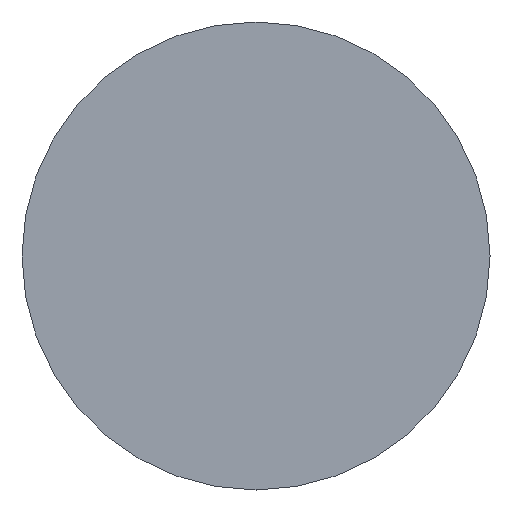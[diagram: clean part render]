
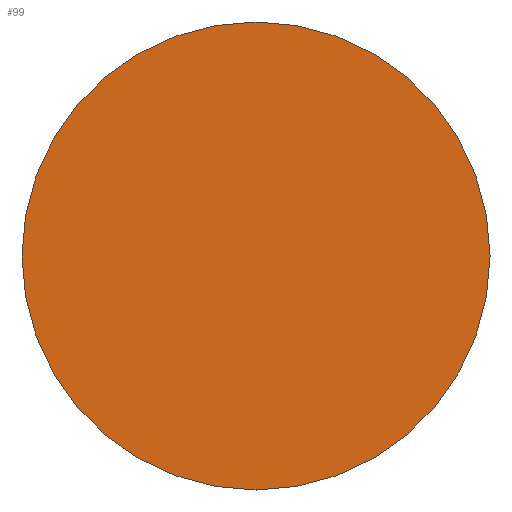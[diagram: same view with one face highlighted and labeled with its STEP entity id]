
A CAD part, front view. The second image highlights one B-rep face of the part: STEP entity #99.
In plain terms, the highlighted planar face has unit normal (0, -1, 0).
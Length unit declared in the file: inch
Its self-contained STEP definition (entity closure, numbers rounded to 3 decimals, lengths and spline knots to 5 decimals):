
#2 = DIRECTION ( 'NONE',  ( 0., 0., -1. ) ) ;
#21 = DIRECTION ( 'NONE',  ( 0., -1., 0. ) ) ;
#38 = EDGE_CURVE ( 'NONE', #62, #66, #132, .T. ) ;
#40 = AXIS2_PLACEMENT_3D ( 'NONE', #126, #216, #2 ) ;
#41 = DIRECTION ( 'NONE',  ( 0., 0., -1. ) ) ;
#62 = VERTEX_POINT ( 'NONE', #133 ) ;
#66 = VERTEX_POINT ( 'NONE', #185 ) ;
#75 = PLANE ( 'NONE',  #306 ) ;
#90 = CARTESIAN_POINT ( 'NONE',  ( 0., 0., 0. ) ) ;
#99 = ADVANCED_FACE ( 'NONE', ( #229 ), #75, .T. ) ;
#122 = EDGE_CURVE ( 'NONE', #66, #62, #145, .T. ) ;
#126 = CARTESIAN_POINT ( 'NONE',  ( 0., 0., 0. ) ) ;
#132 = CIRCLE ( 'NONE', #301, 0.5 ) ;
#133 = CARTESIAN_POINT ( 'NONE',  ( 0., 0., 0.5 ) ) ;
#145 = CIRCLE ( 'NONE', #40, 0.5 ) ;
#185 = CARTESIAN_POINT ( 'NONE',  ( 0., 0., -0.5 ) ) ;
#196 = DIRECTION ( 'NONE',  ( 0., -1., 0. ) ) ;
#197 = CARTESIAN_POINT ( 'NONE',  ( 0., 0., 0. ) ) ;
#199 = DIRECTION ( 'NONE',  ( 0., 0., -1. ) ) ;
#206 = EDGE_LOOP ( 'NONE', ( #227, #221 ) ) ;
#216 = DIRECTION ( 'NONE',  ( 0., -1., 0. ) ) ;
#221 = ORIENTED_EDGE ( 'NONE', *, *, #38, .T. ) ;
#227 = ORIENTED_EDGE ( 'NONE', *, *, #122, .T. ) ;
#229 = FACE_OUTER_BOUND ( 'NONE', #206, .T. ) ;
#301 = AXIS2_PLACEMENT_3D ( 'NONE', #90, #21, #41 ) ;
#306 = AXIS2_PLACEMENT_3D ( 'NONE', #197, #196, #199 ) ;
